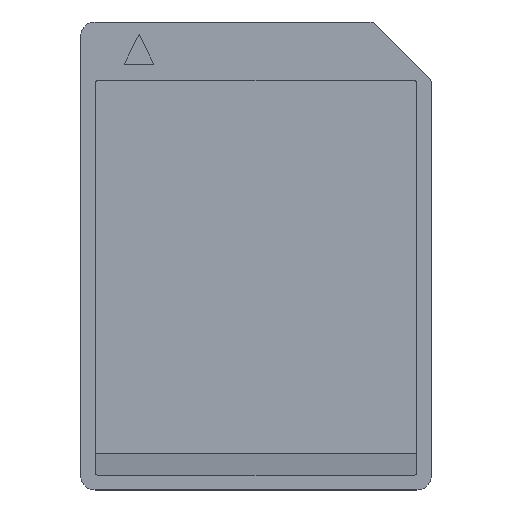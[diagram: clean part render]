
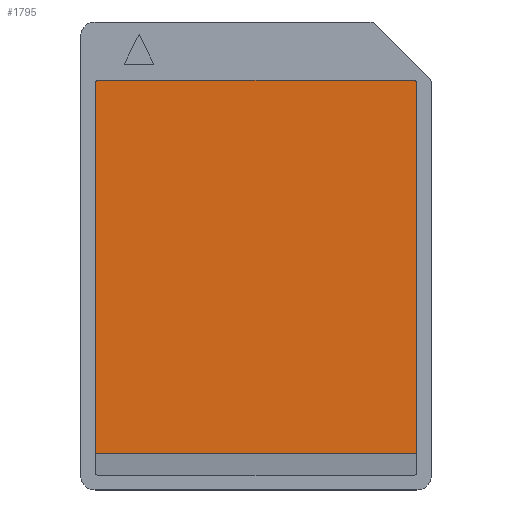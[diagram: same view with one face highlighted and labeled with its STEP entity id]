
A CAD part, top view. The second image highlights one B-rep face of the part: STEP entity #1795.
In plain terms, the highlighted planar face has unit normal (0, 0, 1).
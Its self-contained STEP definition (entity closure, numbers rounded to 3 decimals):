
#44 = PLANE('',#45);
#45 = AXIS2_PLACEMENT_3D('',#46,#47,#48);
#46 = CARTESIAN_POINT('',(-11.,-15.,1.4));
#47 = DIRECTION('',(-1.,0.,0.));
#48 = DIRECTION('',(0.,0.,-1.));
#77 = CYLINDRICAL_SURFACE('',#78,0.25);
#78 = AXIS2_PLACEMENT_3D('',#79,#80,#81);
#79 = CARTESIAN_POINT('',(-10.75,11.75,1.4));
#80 = DIRECTION('',(0.,0.,-1.));
#81 = DIRECTION('',(-1.,0.,0.));
#105 = PLANE('',#106);
#106 = AXIS2_PLACEMENT_3D('',#107,#108,#109);
#107 = CARTESIAN_POINT('',(-11.,12.,1.4));
#108 = DIRECTION('',(0.,1.,0.));
#109 = DIRECTION('',(0.,0.,-1.));
#138 = CYLINDRICAL_SURFACE('',#139,0.25);
#139 = AXIS2_PLACEMENT_3D('',#140,#141,#142);
#140 = CARTESIAN_POINT('',(10.75,11.75,1.4));
#141 = DIRECTION('',(0.,0.,-1.));
#142 = DIRECTION('',(0.,1.,0.));
#166 = PLANE('',#167);
#167 = AXIS2_PLACEMENT_3D('',#168,#169,#170);
#168 = CARTESIAN_POINT('',(11.,-15.,1.4));
#169 = DIRECTION('',(-1.,0.,0.));
#170 = DIRECTION('',(0.,0.,-1.));
#648 = VERTEX_POINT('',#649);
#649 = CARTESIAN_POINT('',(-11.,11.75,1.3));
#670 = EDGE_CURVE('',#648,#671,#673,.T.);
#671 = VERTEX_POINT('',#672);
#672 = CARTESIAN_POINT('',(-11.,-13.5,1.3));
#673 = SURFACE_CURVE('',#674,(#678,#685),.PCURVE_S1.);
#674 = LINE('',#675,#676);
#675 = CARTESIAN_POINT('',(-11.,12.,1.3));
#676 = VECTOR('',#677,1.);
#677 = DIRECTION('',(0.,-1.,0.));
#678 = PCURVE('',#44,#679);
#679 = DEFINITIONAL_REPRESENTATION('',(#680),#684);
#680 = LINE('',#681,#682);
#681 = CARTESIAN_POINT('',(0.1,-27.));
#682 = VECTOR('',#683,1.);
#683 = DIRECTION('',(0.,1.));
#684 = ( GEOMETRIC_REPRESENTATION_CONTEXT(2) 
PARAMETRIC_REPRESENTATION_CONTEXT() REPRESENTATION_CONTEXT('2D SPACE',''
  ) );
#685 = PCURVE('',#686,#691);
#686 = PLANE('',#687);
#687 = AXIS2_PLACEMENT_3D('',#688,#689,#690);
#688 = CARTESIAN_POINT('',(-11.,12.,1.3));
#689 = DIRECTION('',(0.,0.,-1.));
#690 = DIRECTION('',(0.,-1.,0.));
#691 = DEFINITIONAL_REPRESENTATION('',(#692),#696);
#692 = LINE('',#693,#694);
#693 = CARTESIAN_POINT('',(0.,0.));
#694 = VECTOR('',#695,1.);
#695 = DIRECTION('',(1.,0.));
#696 = ( GEOMETRIC_REPRESENTATION_CONTEXT(2) 
PARAMETRIC_REPRESENTATION_CONTEXT() REPRESENTATION_CONTEXT('2D SPACE',''
  ) );
#714 = PLANE('',#715);
#715 = AXIS2_PLACEMENT_3D('',#716,#717,#718);
#716 = CARTESIAN_POINT('',(-11.,-15.,1.05));
#717 = DIRECTION('',(0.,-0.164,0.986));
#718 = DIRECTION('',(0.,0.986,0.164));
#808 = VERTEX_POINT('',#809);
#809 = CARTESIAN_POINT('',(-10.75,12.,1.3));
#830 = EDGE_CURVE('',#648,#808,#831,.T.);
#831 = SURFACE_CURVE('',#832,(#837,#844),.PCURVE_S1.);
#832 = CIRCLE('',#833,0.25);
#833 = AXIS2_PLACEMENT_3D('',#834,#835,#836);
#834 = CARTESIAN_POINT('',(-10.75,11.75,1.3));
#835 = DIRECTION('',(0.,0.,-1.));
#836 = DIRECTION('',(0.,1.,0.));
#837 = PCURVE('',#77,#838);
#838 = DEFINITIONAL_REPRESENTATION('',(#839),#843);
#839 = LINE('',#840,#841);
#840 = CARTESIAN_POINT('',(-4.712,0.1));
#841 = VECTOR('',#842,1.);
#842 = DIRECTION('',(1.,0.));
#843 = ( GEOMETRIC_REPRESENTATION_CONTEXT(2) 
PARAMETRIC_REPRESENTATION_CONTEXT() REPRESENTATION_CONTEXT('2D SPACE',''
  ) );
#844 = PCURVE('',#686,#845);
#845 = DEFINITIONAL_REPRESENTATION('',(#846),#850);
#846 = CIRCLE('',#847,0.25);
#847 = AXIS2_PLACEMENT_2D('',#848,#849);
#848 = CARTESIAN_POINT('',(0.25,-0.25));
#849 = DIRECTION('',(-1.,0.));
#850 = ( GEOMETRIC_REPRESENTATION_CONTEXT(2) 
PARAMETRIC_REPRESENTATION_CONTEXT() REPRESENTATION_CONTEXT('2D SPACE',''
  ) );
#907 = VERTEX_POINT('',#908);
#908 = CARTESIAN_POINT('',(10.75,12.,1.3));
#929 = EDGE_CURVE('',#808,#907,#930,.T.);
#930 = SURFACE_CURVE('',#931,(#935,#942),.PCURVE_S1.);
#931 = LINE('',#932,#933);
#932 = CARTESIAN_POINT('',(-11.,12.,1.3));
#933 = VECTOR('',#934,1.);
#934 = DIRECTION('',(1.,0.,0.));
#935 = PCURVE('',#105,#936);
#936 = DEFINITIONAL_REPRESENTATION('',(#937),#941);
#937 = LINE('',#938,#939);
#938 = CARTESIAN_POINT('',(0.1,0.));
#939 = VECTOR('',#940,1.);
#940 = DIRECTION('',(0.,-1.));
#941 = ( GEOMETRIC_REPRESENTATION_CONTEXT(2) 
PARAMETRIC_REPRESENTATION_CONTEXT() REPRESENTATION_CONTEXT('2D SPACE',''
  ) );
#942 = PCURVE('',#686,#943);
#943 = DEFINITIONAL_REPRESENTATION('',(#944),#948);
#944 = LINE('',#945,#946);
#945 = CARTESIAN_POINT('',(0.,0.));
#946 = VECTOR('',#947,1.);
#947 = DIRECTION('',(0.,-1.));
#948 = ( GEOMETRIC_REPRESENTATION_CONTEXT(2) 
PARAMETRIC_REPRESENTATION_CONTEXT() REPRESENTATION_CONTEXT('2D SPACE',''
  ) );
#1012 = VERTEX_POINT('',#1013);
#1013 = CARTESIAN_POINT('',(11.,11.75,1.3));
#1034 = EDGE_CURVE('',#907,#1012,#1035,.T.);
#1035 = SURFACE_CURVE('',#1036,(#1041,#1048),.PCURVE_S1.);
#1036 = CIRCLE('',#1037,0.25);
#1037 = AXIS2_PLACEMENT_3D('',#1038,#1039,#1040);
#1038 = CARTESIAN_POINT('',(10.75,11.75,1.3));
#1039 = DIRECTION('',(0.,0.,-1.));
#1040 = DIRECTION('',(0.,1.,0.));
#1041 = PCURVE('',#138,#1042);
#1042 = DEFINITIONAL_REPRESENTATION('',(#1043),#1047);
#1043 = LINE('',#1044,#1045);
#1044 = CARTESIAN_POINT('',(0.,0.1));
#1045 = VECTOR('',#1046,1.);
#1046 = DIRECTION('',(1.,0.));
#1047 = ( GEOMETRIC_REPRESENTATION_CONTEXT(2) 
PARAMETRIC_REPRESENTATION_CONTEXT() REPRESENTATION_CONTEXT('2D SPACE',''
  ) );
#1048 = PCURVE('',#686,#1049);
#1049 = DEFINITIONAL_REPRESENTATION('',(#1050),#1054);
#1050 = CIRCLE('',#1051,0.25);
#1051 = AXIS2_PLACEMENT_2D('',#1052,#1053);
#1052 = CARTESIAN_POINT('',(0.25,-21.75));
#1053 = DIRECTION('',(-1.,0.));
#1054 = ( GEOMETRIC_REPRESENTATION_CONTEXT(2) 
PARAMETRIC_REPRESENTATION_CONTEXT() REPRESENTATION_CONTEXT('2D SPACE',''
  ) );
#1062 = EDGE_CURVE('',#1012,#1063,#1065,.T.);
#1063 = VERTEX_POINT('',#1064);
#1064 = CARTESIAN_POINT('',(11.,-13.5,1.3));
#1065 = SURFACE_CURVE('',#1066,(#1070,#1077),.PCURVE_S1.);
#1066 = LINE('',#1067,#1068);
#1067 = CARTESIAN_POINT('',(11.,12.,1.3));
#1068 = VECTOR('',#1069,1.);
#1069 = DIRECTION('',(0.,-1.,0.));
#1070 = PCURVE('',#166,#1071);
#1071 = DEFINITIONAL_REPRESENTATION('',(#1072),#1076);
#1072 = LINE('',#1073,#1074);
#1073 = CARTESIAN_POINT('',(0.1,-27.));
#1074 = VECTOR('',#1075,1.);
#1075 = DIRECTION('',(0.,1.));
#1076 = ( GEOMETRIC_REPRESENTATION_CONTEXT(2) 
PARAMETRIC_REPRESENTATION_CONTEXT() REPRESENTATION_CONTEXT('2D SPACE',''
  ) );
#1077 = PCURVE('',#686,#1078);
#1078 = DEFINITIONAL_REPRESENTATION('',(#1079),#1083);
#1079 = LINE('',#1080,#1081);
#1080 = CARTESIAN_POINT('',(0.,-22.));
#1081 = VECTOR('',#1082,1.);
#1082 = DIRECTION('',(1.,0.));
#1083 = ( GEOMETRIC_REPRESENTATION_CONTEXT(2) 
PARAMETRIC_REPRESENTATION_CONTEXT() REPRESENTATION_CONTEXT('2D SPACE',''
  ) );
#1773 = EDGE_CURVE('',#671,#1063,#1774,.T.);
#1774 = SURFACE_CURVE('',#1775,(#1779,#1786),.PCURVE_S1.);
#1775 = LINE('',#1776,#1777);
#1776 = CARTESIAN_POINT('',(-11.,-13.5,1.3));
#1777 = VECTOR('',#1778,1.);
#1778 = DIRECTION('',(1.,0.,0.));
#1779 = PCURVE('',#714,#1780);
#1780 = DEFINITIONAL_REPRESENTATION('',(#1781),#1785);
#1781 = LINE('',#1782,#1783);
#1782 = CARTESIAN_POINT('',(1.521,0.));
#1783 = VECTOR('',#1784,1.);
#1784 = DIRECTION('',(0.,-1.));
#1785 = ( GEOMETRIC_REPRESENTATION_CONTEXT(2) 
PARAMETRIC_REPRESENTATION_CONTEXT() REPRESENTATION_CONTEXT('2D SPACE',''
  ) );
#1786 = PCURVE('',#686,#1787);
#1787 = DEFINITIONAL_REPRESENTATION('',(#1788),#1792);
#1788 = LINE('',#1789,#1790);
#1789 = CARTESIAN_POINT('',(25.5,0.));
#1790 = VECTOR('',#1791,1.);
#1791 = DIRECTION('',(0.,-1.));
#1792 = ( GEOMETRIC_REPRESENTATION_CONTEXT(2) 
PARAMETRIC_REPRESENTATION_CONTEXT() REPRESENTATION_CONTEXT('2D SPACE',''
  ) );
#1795 = ADVANCED_FACE('',(#1796),#686,.F.);
#1796 = FACE_BOUND('',#1797,.F.);
#1797 = EDGE_LOOP('',(#1798,#1799,#1800,#1801,#1802,#1803));
#1798 = ORIENTED_EDGE('',*,*,#929,.T.);
#1799 = ORIENTED_EDGE('',*,*,#1034,.T.);
#1800 = ORIENTED_EDGE('',*,*,#1062,.T.);
#1801 = ORIENTED_EDGE('',*,*,#1773,.F.);
#1802 = ORIENTED_EDGE('',*,*,#670,.F.);
#1803 = ORIENTED_EDGE('',*,*,#830,.T.);
